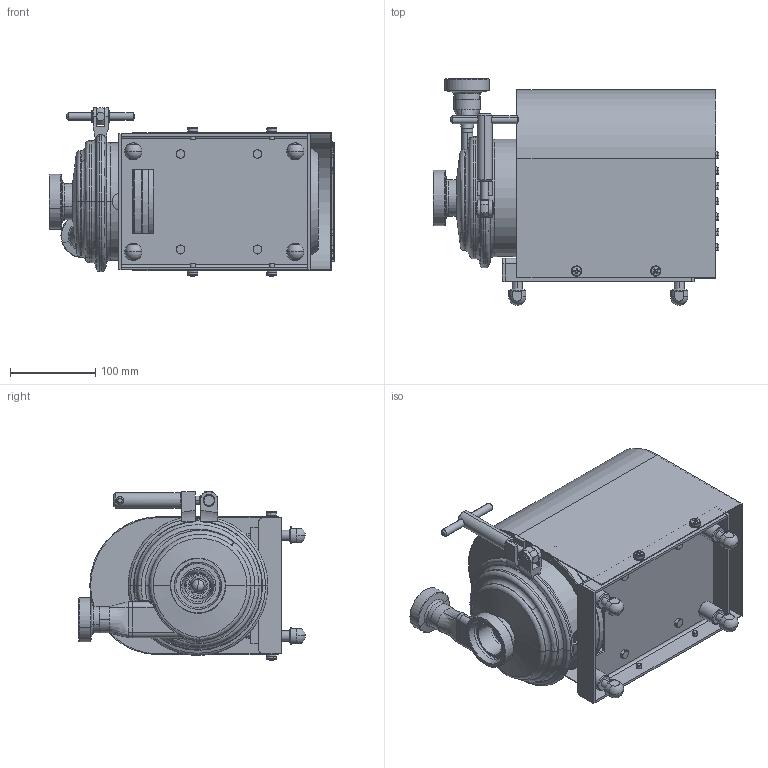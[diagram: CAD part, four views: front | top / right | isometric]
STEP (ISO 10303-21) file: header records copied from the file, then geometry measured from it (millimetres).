
FILE_DESCRIPTION (( 'STEP AP203' ), '1' );
FILE_NAME ('WPs bry³a.STEP', '2013-05-21T16:57:24', ( 'QQ' ), ( 'PP' ), 'SwSTEP 2.0', 'SolidWorks 2010', '' );
FILE_SCHEMA (( 'CONFIG_CONTROL_DESIGN' ));
Products named in the file (1): WPs bry³a
Bounding box: 335.44 x 266 x 197.5 mm (x, y, z)
Volume: 3922947.6 mm3; surface area: 907850.4 mm2
Topology: 51 solids, 51 shells, 1251 faces, 2948 edges, 1829 vertices
Faces by surface type: plane 448, cylinder 384, cone 255, torus 114, bspline 32, sphere 18
Entity records: 53136 total; most frequent: CARTESIAN_POINT 24023, DIRECTION 6258, ORIENTED_EDGE 5892, EDGE_CURVE 2946, AXIS2_PLACEMENT_3D 2505, VERTEX_POINT 1829, EDGE_LOOP 1403, CIRCLE 1285
